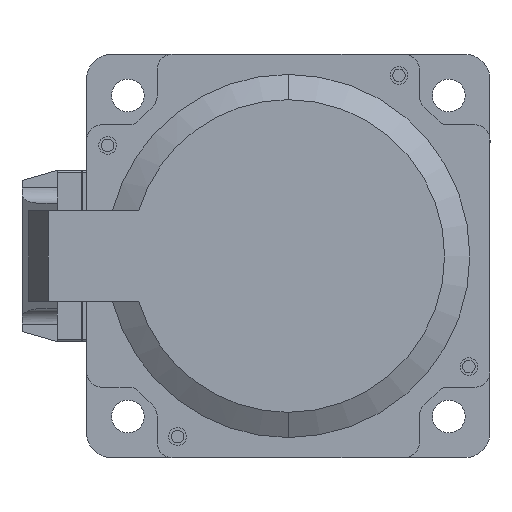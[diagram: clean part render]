
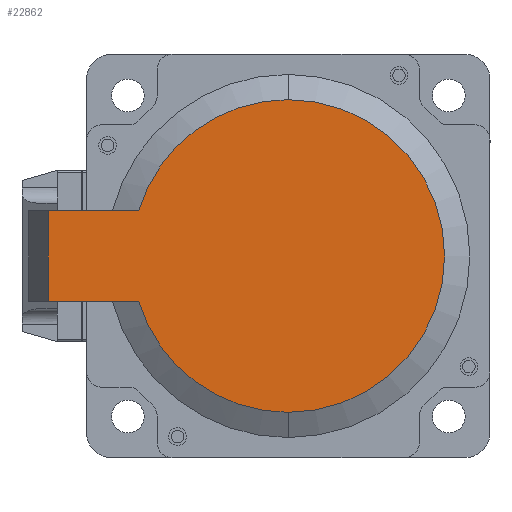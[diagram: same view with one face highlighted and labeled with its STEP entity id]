
A CAD part, left-side view. The second image highlights one B-rep face of the part: STEP entity #22862.
In plain terms, the highlighted planar face has unit normal (-1, 0, 0).
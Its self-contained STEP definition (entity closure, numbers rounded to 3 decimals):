
#1231 = DIRECTION ( 'NONE',  ( 0., 0., -1. ) ) ;
#1463 = ORIENTED_EDGE ( 'NONE', *, *, #72840, .F. ) ;
#2711 = VERTEX_POINT ( 'NONE', #39057 ) ;
#3535 = VECTOR ( 'NONE', #75826, 1000. ) ;
#7162 = DIRECTION ( 'NONE',  ( 0., 1., 0. ) ) ;
#10049 = CARTESIAN_POINT ( 'NONE',  ( 1137.005, -258.657, 9. ) ) ;
#10184 = CARTESIAN_POINT ( 'NONE',  ( 1137.005, -306.205, 0. ) ) ;
#12412 = EDGE_CURVE ( 'NONE', #48625, #77235, #52046, .T. ) ;
#13675 = LINE ( 'NONE', #18490, #58210 ) ;
#14389 = CIRCLE ( 'NONE', #70296, 31. ) ;
#17037 = AXIS2_PLACEMENT_3D ( 'NONE', #61274, #73693, #1231 ) ;
#17062 = DIRECTION ( 'NONE',  ( -1., 0., 0. ) ) ;
#18490 = CARTESIAN_POINT ( 'NONE',  ( 1137.005, -258.657, -9. ) ) ;
#19566 = LINE ( 'NONE', #51953, #3535 ) ;
#22255 = CIRCLE ( 'NONE', #65816, 31. ) ;
#22862 = ADVANCED_FACE ( 'NONE', ( #71477 ), #40500, .T. ) ;
#22949 = EDGE_CURVE ( 'NONE', #49377, #2711, #13675, .T. ) ;
#23103 = DIRECTION ( 'NONE',  ( 0., 0., -1. ) ) ;
#24449 = DIRECTION ( 'NONE',  ( -1., 0., 0. ) ) ;
#26694 = AXIS2_PLACEMENT_3D ( 'NONE', #28874, #71037, #23103 ) ;
#28130 = DIRECTION ( 'NONE',  ( 0., 0., -1. ) ) ;
#28212 = EDGE_CURVE ( 'NONE', #77235, #60037, #14389, .T. ) ;
#28874 = CARTESIAN_POINT ( 'NONE',  ( 1137.005, -306.205, -31. ) ) ;
#31103 = LINE ( 'NONE', #50733, #65276 ) ;
#32877 = CARTESIAN_POINT ( 'NONE',  ( 1137.005, -276.54, -9. ) ) ;
#39057 = CARTESIAN_POINT ( 'NONE',  ( 1137.005, -258.657, -9. ) ) ;
#40500 = PLANE ( 'NONE',  #26694 ) ;
#41549 = EDGE_LOOP ( 'NONE', ( #55973, #44566, #66149, #66359, #67999, #1463 ) ) ;
#43212 = CARTESIAN_POINT ( 'NONE',  ( 1137.005, -306.205, 31. ) ) ;
#43299 = DIRECTION ( 'NONE',  ( 0., 1., 0. ) ) ;
#44566 = ORIENTED_EDGE ( 'NONE', *, *, #72927, .T. ) ;
#48625 = VERTEX_POINT ( 'NONE', #68006 ) ;
#49377 = VERTEX_POINT ( 'NONE', #32877 ) ;
#50733 = CARTESIAN_POINT ( 'NONE',  ( 1137.005, -258.657, 9. ) ) ;
#51953 = CARTESIAN_POINT ( 'NONE',  ( 1137.005, -258.657, -9. ) ) ;
#51984 = CARTESIAN_POINT ( 'NONE',  ( 1137.005, -306.205, 0. ) ) ;
#52046 = CIRCLE ( 'NONE', #17037, 31. ) ;
#55368 = CARTESIAN_POINT ( 'NONE',  ( 1137.005, -276.54, 9. ) ) ;
#55973 = ORIENTED_EDGE ( 'NONE', *, *, #22949, .F. ) ;
#56353 = DIRECTION ( 'NONE',  ( 0., 0., -1. ) ) ;
#58210 = VECTOR ( 'NONE', #7162, 1000. ) ;
#60037 = VERTEX_POINT ( 'NONE', #55368 ) ;
#61274 = CARTESIAN_POINT ( 'NONE',  ( 1137.005, -306.205, 0. ) ) ;
#65276 = VECTOR ( 'NONE', #43299, 1000. ) ;
#65816 = AXIS2_PLACEMENT_3D ( 'NONE', #10184, #17062, #28130 ) ;
#66149 = ORIENTED_EDGE ( 'NONE', *, *, #12412, .T. ) ;
#66359 = ORIENTED_EDGE ( 'NONE', *, *, #28212, .T. ) ;
#66808 = VERTEX_POINT ( 'NONE', #10049 ) ;
#67999 = ORIENTED_EDGE ( 'NONE', *, *, #70532, .T. ) ;
#68006 = CARTESIAN_POINT ( 'NONE',  ( 1137.005, -306.205, -31. ) ) ;
#70296 = AXIS2_PLACEMENT_3D ( 'NONE', #51984, #24449, #56353 ) ;
#70532 = EDGE_CURVE ( 'NONE', #60037, #66808, #31103, .T. ) ;
#71037 = DIRECTION ( 'NONE',  ( -1., 0., 0. ) ) ;
#71477 = FACE_OUTER_BOUND ( 'NONE', #41549, .T. ) ;
#72840 = EDGE_CURVE ( 'NONE', #2711, #66808, #19566, .T. ) ;
#72927 = EDGE_CURVE ( 'NONE', #49377, #48625, #22255, .T. ) ;
#73693 = DIRECTION ( 'NONE',  ( -1., 0., 0. ) ) ;
#75826 = DIRECTION ( 'NONE',  ( 0., 0., 1. ) ) ;
#77235 = VERTEX_POINT ( 'NONE', #43212 ) ;
